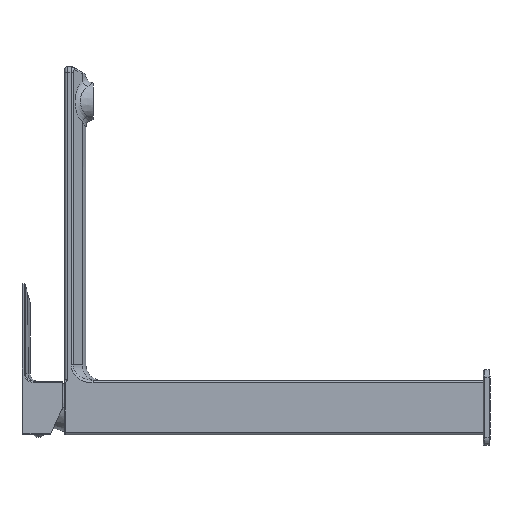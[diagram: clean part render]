
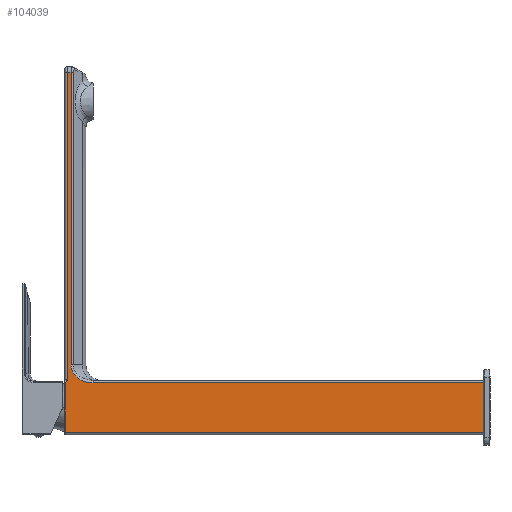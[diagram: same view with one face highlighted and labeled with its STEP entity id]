
A CAD part, left-side view. The second image highlights one B-rep face of the part: STEP entity #104039.
In plain terms, the highlighted planar face has unit normal (-1, 0, 0).
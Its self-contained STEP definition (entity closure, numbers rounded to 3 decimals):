
#2858=DIRECTION('',(0.,0.,1.));
#2859=VECTOR('',#2858,32.8);
#2860=CARTESIAN_POINT('',(-18.,-3.,-16.4));
#2861=LINE('',#2860,#2859);
#2862=CARTESIAN_POINT('',(-18.,276.,18.936));
#2863=DIRECTION('',(1.,0.,0.));
#2864=DIRECTION('',(0.,-0.791,-0.612));
#2865=AXIS2_PLACEMENT_3D('',#2862,#2863,#2864);
#2867=CARTESIAN_POINT('',(-18.,276.,18.936));
#2868=DIRECTION('',(1.,0.,0.));
#2869=DIRECTION('',(0.,-1.,0.));
#2870=AXIS2_PLACEMENT_3D('',#2867,#2868,#2869);
#2872=CARTESIAN_POINT('',(-18.,256.293,16.4));
#2873=CARTESIAN_POINT('',(-18.,257.712,16.4));
#2874=CARTESIAN_POINT('',(-18.,260.551,16.744));
#2875=CARTESIAN_POINT('',(-18.,264.296,18.204));
#2876=CARTESIAN_POINT('',(-18.,267.333,20.401));
#2877=CARTESIAN_POINT('',(-18.,269.388,22.929));
#2878=CARTESIAN_POINT('',(-18.,270.593,25.714));
#2879=CARTESIAN_POINT('',(-18.,270.854,27.571));
#2880=CARTESIAN_POINT('',(-18.,270.854,28.5));
#2891=DIRECTION('',(0.,1.,0.));
#2892=VECTOR('',#2891,277.9);
#2893=CARTESIAN_POINT('',(-18.,-3.,-16.4));
#2894=LINE('',#2893,#2892);
#2976=DIRECTION('',(0.,-1.,0.));
#2977=VECTOR('',#2976,259.293);
#2978=CARTESIAN_POINT('',(-18.,256.293,16.4));
#2979=LINE('',#2978,#2977);
#2998=DIRECTION('',(0.,0.,-1.));
#2999=VECTOR('',#2998,194.5);
#3000=CARTESIAN_POINT('',(-18.,270.854,223.));
#3001=LINE('',#3000,#2999);
#3047=CARTESIAN_POINT('',(-18.,270.854,223.));
#3071=DIRECTION('',(0.,-1.,0.));
#3072=VECTOR('',#3071,2.546);
#3073=CARTESIAN_POINT('',(-18.,273.4,223.));
#3074=LINE('',#3073,#3072);
#3097=DIRECTION('',(0.,0.,1.));
#3098=VECTOR('',#3097,204.064);
#3099=CARTESIAN_POINT('',(-18.,273.4,18.936));
#3100=LINE('',#3099,#3098);
#3160=DIRECTION('',(0.,0.,1.));
#3161=VECTOR('',#3160,32.981);
#3162=CARTESIAN_POINT('',(-18.,274.9,-16.4));
#3163=LINE('',#3162,#3161);
#86911=VERTEX_POINT('',#3047);
#86924=CARTESIAN_POINT('',(-18.,273.4,223.));
#86925=VERTEX_POINT('',#86924);
#86932=CARTESIAN_POINT('',(-18.,270.854,28.5));
#86933=VERTEX_POINT('',#86932);
#86949=VERTEX_POINT('',#2872);
#86950=CARTESIAN_POINT('',(-18.,273.4,18.936));
#86951=VERTEX_POINT('',#86950);
#86952=CARTESIAN_POINT('',(-18.,273.945,17.344));
#86953=VERTEX_POINT('',#86952);
#86954=CARTESIAN_POINT('',(-18.,274.9,16.581));
#86955=VERTEX_POINT('',#86954);
#86956=CARTESIAN_POINT('',(-18.,274.9,-16.4));
#86957=VERTEX_POINT('',#86956);
#98320=CARTESIAN_POINT('',(-18.,-3.,-16.4));
#98321=CARTESIAN_POINT('',(-18.,-3.,16.4));
#98322=VERTEX_POINT('',#98320);
#98323=VERTEX_POINT('',#98321);
#104013=CARTESIAN_POINT('',(-18.,-5.51,-21.8));
#104014=DIRECTION('',(-1.,0.,0.));
#104015=DIRECTION('',(0.,0.,1.));
#104016=AXIS2_PLACEMENT_3D('',#104013,#104014,#104015);
#104017=PLANE('',#104016);
#104018=ORIENTED_EDGE('',*,*,#103702,.F.);
#104020=ORIENTED_EDGE('',*,*,#104019,.T.);
#104022=ORIENTED_EDGE('',*,*,#104021,.T.);
#104024=ORIENTED_EDGE('',*,*,#104023,.F.);
#104026=ORIENTED_EDGE('',*,*,#104025,.F.);
#104028=ORIENTED_EDGE('',*,*,#104027,.T.);
#104030=ORIENTED_EDGE('',*,*,#104029,.T.);
#104032=ORIENTED_EDGE('',*,*,#104031,.T.);
#104034=ORIENTED_EDGE('',*,*,#104033,.F.);
#104036=ORIENTED_EDGE('',*,*,#104035,.T.);
#104037=EDGE_LOOP('',(#104018,#104020,#104022,#104024,#104026,#104028,#104030,
#104032,#104034,#104036));
#104038=FACE_OUTER_BOUND('',#104037,.F.);
#104039=ADVANCED_FACE('',(#104038),#104017,.T.);
#2866=CIRCLE('',#2865,2.6);
#2871=CIRCLE('',#2870,2.6);
#2881=B_SPLINE_CURVE_WITH_KNOTS('',3,(#2872,#2873,#2874,#2875,#2876,#2877,#2878,
#2879,#2880),.UNSPECIFIED.,.F.,.F.,(4,1,1,1,1,1,4),(0.,0.205,
0.41,0.574,0.738,0.869,1.),
.UNSPECIFIED.);
#103702=EDGE_CURVE('',#98322,#98323,#2861,.T.);
#104019=EDGE_CURVE('',#98322,#86957,#2894,.T.);
#104021=EDGE_CURVE('',#86957,#86955,#3163,.T.);
#104023=EDGE_CURVE('',#86953,#86955,#2866,.T.);
#104025=EDGE_CURVE('',#86951,#86953,#2871,.T.);
#104027=EDGE_CURVE('',#86951,#86925,#3100,.T.);
#104029=EDGE_CURVE('',#86925,#86911,#3074,.T.);
#104031=EDGE_CURVE('',#86911,#86933,#3001,.T.);
#104033=EDGE_CURVE('',#86949,#86933,#2881,.T.);
#104035=EDGE_CURVE('',#86949,#98323,#2979,.T.);
